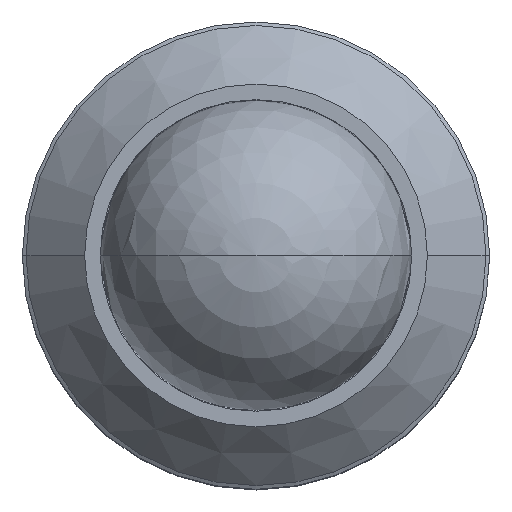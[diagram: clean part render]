
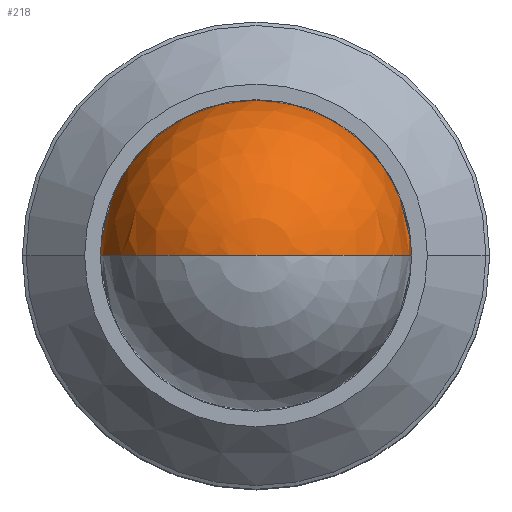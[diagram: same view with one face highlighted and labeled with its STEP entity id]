
A CAD part, top view. The second image highlights one B-rep face of the part: STEP entity #218.
In plain terms, the highlighted spherical face has radius 1 mm.
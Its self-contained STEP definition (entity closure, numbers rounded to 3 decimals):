
#182=EDGE_CURVE('',#246,#202,#473,.T.);
#202=VERTEX_POINT('',#496);
#218=ADVANCED_FACE('',(#517),#518,.T.);
#246=VERTEX_POINT('',#550);
#422=EDGE_CURVE('',#202,#246,#744,.T.);
#473=CIRCLE('',#794,1.0);
#496=CARTESIAN_POINT('',(0.0,0.,2.2));
#517=FACE_OUTER_BOUND('',#848,.T.);
#518=SPHERICAL_SURFACE('',#849,1.0);
#550=CARTESIAN_POINT('',(0.,0.,4.2));
#744=CIRCLE('',#1147,1.0);
#794=AXIS2_PLACEMENT_3D('',#1188,#1189,#1190);
#848=EDGE_LOOP('',(#1257,#1258));
#849=AXIS2_PLACEMENT_3D('',#1259,#1260,#1261);
#1147=AXIS2_PLACEMENT_3D('',#1539,#1540,#1541);
#1188=CARTESIAN_POINT('',(0.,0.,3.2));
#1189=DIRECTION('',(0.,1.0,0.));
#1190=DIRECTION('',(0.0,0.,-1.0));
#1257=ORIENTED_EDGE('',*,*,#182,.T.);
#1258=ORIENTED_EDGE('',*,*,#422,.T.);
#1259=CARTESIAN_POINT('',(0.,0.,3.2));
#1260=DIRECTION('',(0.,0.,1.0));
#1261=DIRECTION('',(-1.0,0.,0.0));
#1539=CARTESIAN_POINT('',(0.,0.,3.2));
#1540=DIRECTION('',(0.,1.0,0.));
#1541=DIRECTION('',(0.0,0.,-1.0));
